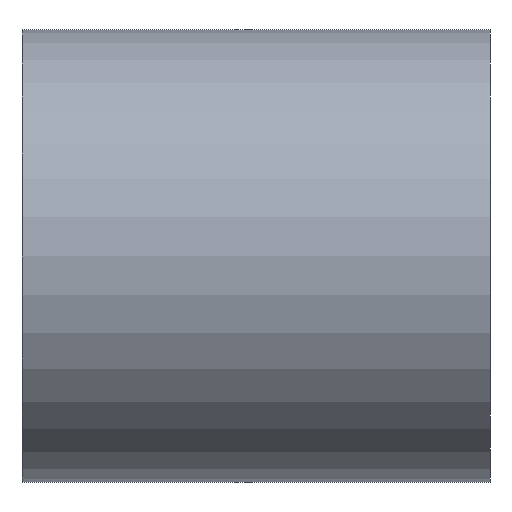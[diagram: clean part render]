
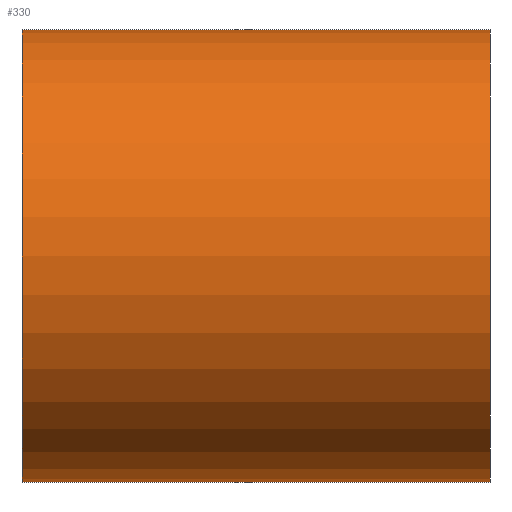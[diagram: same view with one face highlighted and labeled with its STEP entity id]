
A CAD part, left-side view. The second image highlights one B-rep face of the part: STEP entity #330.
In plain terms, the highlighted cylindrical face has radius 4.5 mm (diameter 9 mm), a full revolution.
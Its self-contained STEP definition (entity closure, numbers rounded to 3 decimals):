
#19=CYLINDRICAL_SURFACE('',#372,4.5);
#24=CIRCLE('',#359,4.5);
#27=CIRCLE('',#365,4.5);
#44=FACE_OUTER_BOUND('',#65,.T.);
#65=EDGE_LOOP('',(#282,#283,#284,#285));
#105=LINE('',#545,#143);
#143=VECTOR('',#455,4.5);
#156=VERTEX_POINT('',#496);
#165=VERTEX_POINT('',#518);
#190=EDGE_CURVE('',#156,#156,#24,.T.);
#200=EDGE_CURVE('',#165,#165,#27,.T.);
#213=EDGE_CURVE('',#165,#156,#105,.T.);
#282=ORIENTED_EDGE('',*,*,#200,.F.);
#283=ORIENTED_EDGE('',*,*,#213,.T.);
#284=ORIENTED_EDGE('',*,*,#190,.F.);
#285=ORIENTED_EDGE('',*,*,#213,.F.);
#330=ADVANCED_FACE('',(#44),#19,.T.);
#359=AXIS2_PLACEMENT_3D('',#497,#408,#409);
#365=AXIS2_PLACEMENT_3D('',#519,#427,#428);
#372=AXIS2_PLACEMENT_3D('',#544,#453,#454);
#408=DIRECTION('center_axis',(0.,-1.,0.));
#409=DIRECTION('ref_axis',(-1.,0.,0.));
#427=DIRECTION('center_axis',(0.,1.,0.));
#428=DIRECTION('ref_axis',(-1.,0.,0.));
#453=DIRECTION('center_axis',(0.,1.,0.));
#454=DIRECTION('ref_axis',(1.,0.,0.));
#455=DIRECTION('',(0.,-1.,0.));
#496=CARTESIAN_POINT('',(-4.5,-4.,0.));
#497=CARTESIAN_POINT('Origin',(0.,-4.,0.));
#518=CARTESIAN_POINT('',(-4.5,5.3,0.));
#519=CARTESIAN_POINT('Origin',(0.,5.3,0.));
#544=CARTESIAN_POINT('Origin',(0.,0.,0.));
#545=CARTESIAN_POINT('',(-4.5,0.,0.));
